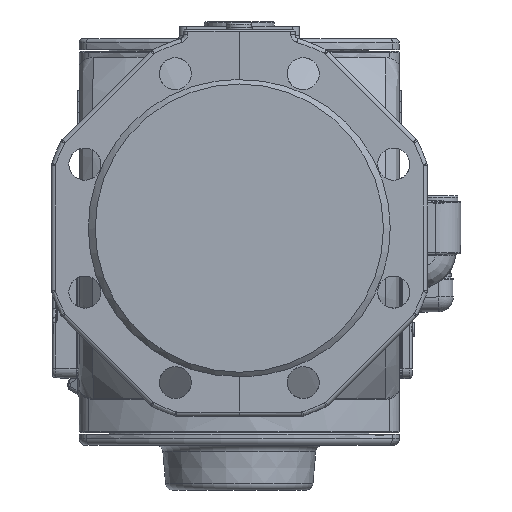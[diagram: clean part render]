
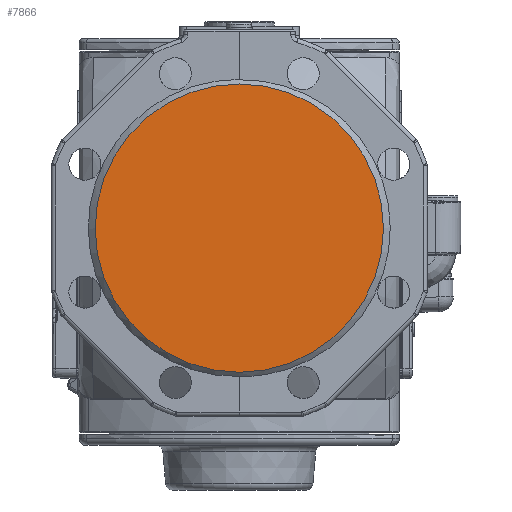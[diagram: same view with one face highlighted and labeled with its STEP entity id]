
A CAD part, left-side view. The second image highlights one B-rep face of the part: STEP entity #7866.
In plain terms, the highlighted planar face has unit normal (-1, 0, 0).
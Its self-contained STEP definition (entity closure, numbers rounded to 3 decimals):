
#7866=ADVANCED_FACE('',(#11075),#9974,.F.);
#9974=PLANE('',#40303);
#11075=FACE_OUTER_BOUND('',#13202,.T.);
#13202=EDGE_LOOP('',(#19664));
#19664=ORIENTED_EDGE('',*,*,#33217,.T.);
#29158=VERTEX_POINT('',#61275);
#33217=EDGE_CURVE('',#29158,#29158,#37815,.T.);
#37815=CIRCLE('',#40301,103.5);
#40301=AXIS2_PLACEMENT_3D('',#61274,#46174,#46175);
#40303=AXIS2_PLACEMENT_3D('',#61277,#46178,#46179);
#46174=DIRECTION('',(-1.,0.,0.));
#46175=DIRECTION('',(0.,0.,1.));
#46178=DIRECTION('',(1.,0.,0.));
#46179=DIRECTION('',(0.,0.,-1.));
#61274=CARTESIAN_POINT('',(-240.,-1.,-1.));
#61275=CARTESIAN_POINT('',(-240.,-1.,102.5));
#61277=CARTESIAN_POINT('',(-240.,-1.,-1.));
